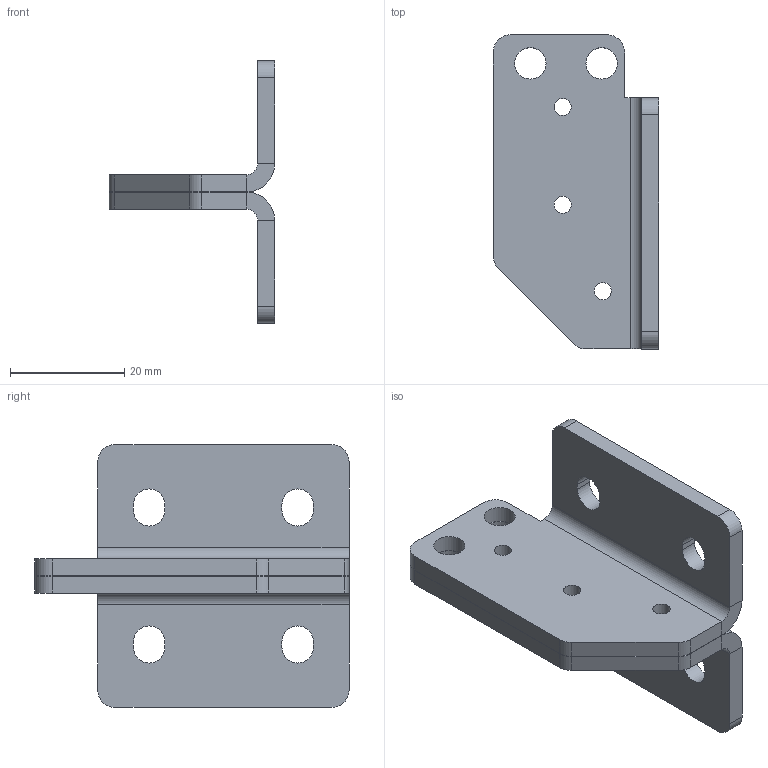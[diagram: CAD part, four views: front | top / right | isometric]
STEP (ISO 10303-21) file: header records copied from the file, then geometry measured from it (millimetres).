
FILE_DESCRIPTION(/* description */ (''),/* implementation_level */ '2;1');
FILE_NAME(/* name */ '800 001.stp',/* time_stamp */ '2017-01-16T06:46:20+01:00',/* author */ ('Cotek'),/* organization */ (''),/* preprocessor_version */ 'ST-DEVELOPER v16.5',/* originating_system */ 'Autodesk Inventor 2017',/* authorisation */ '');
FILE_SCHEMA (('AUTOMOTIVE_DESIGN { 1 0 10303 214 3 1 1 }'));
Length unit declared in the file: millimetre
Products named in the file (1): 800 001
Bounding box: 29 x 55 x 46 mm (x, y, z)
Volume: 12513.4 mm3; surface area: 10125 mm2
Topology: 2 solids, 2 shells, 72 faces, 195 edges, 127 vertices
Faces by surface type: plane 38, cylinder 34
Full cylindrical faces by diameter (mm): 3 x6, 5.5 x4
Entity records: 2283 total; most frequent: DIRECTION 396, CARTESIAN_POINT 379, ORIENTED_EDGE 364, EDGE_CURVE 182, AXIS2_PLACEMENT_3D 141, VERTEX_POINT 124, LINE 114, VECTOR 114
